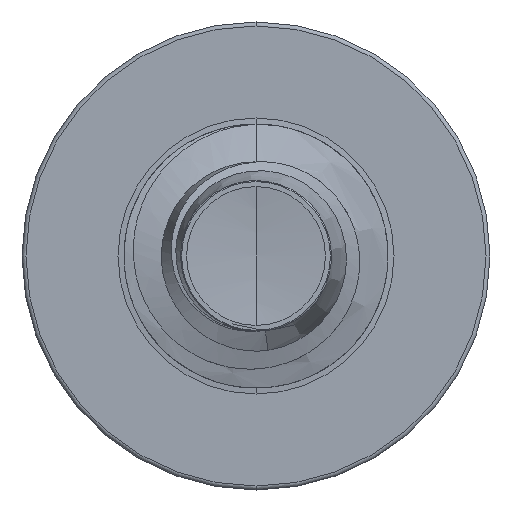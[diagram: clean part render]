
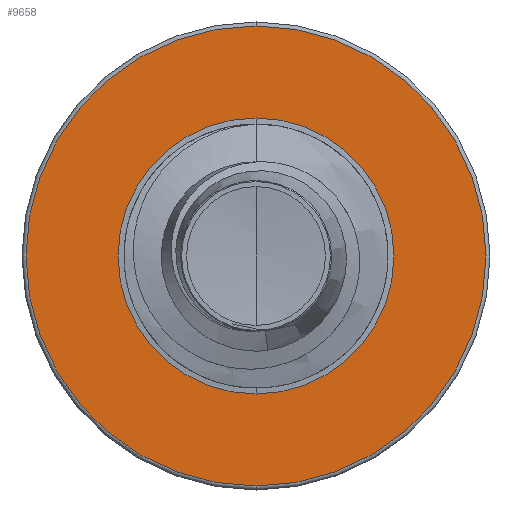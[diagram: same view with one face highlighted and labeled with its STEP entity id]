
A CAD part, front view. The second image highlights one B-rep face of the part: STEP entity #9658.
In plain terms, the highlighted planar face has unit normal (0, -1, 0).
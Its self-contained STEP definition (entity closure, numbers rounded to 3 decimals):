
#91 = AXIS2_PLACEMENT_3D ( 'NONE', #7997, #16428, #9454 ) ;
#1195 = CARTESIAN_POINT ( 'NONE',  ( 0., 8., -1.15 ) ) ;
#1819 = ORIENTED_EDGE ( 'NONE', *, *, #17466, .F. ) ;
#2512 = AXIS2_PLACEMENT_3D ( 'NONE', #4089, #14155, #6138 ) ;
#3555 = VERTEX_POINT ( 'NONE', #4395 ) ;
#4089 = CARTESIAN_POINT ( 'NONE',  ( 0., 8., 0. ) ) ;
#4395 = CARTESIAN_POINT ( 'NONE',  ( 0., 8., -1.917 ) ) ;
#5382 = DIRECTION ( 'NONE',  ( 0., 1., 0. ) ) ;
#6138 = DIRECTION ( 'NONE',  ( 0., 0., 1. ) ) ;
#6318 = CIRCLE ( 'NONE', #91, 1.15 ) ;
#6959 = CARTESIAN_POINT ( 'NONE',  ( 0., 8., -1.15 ) ) ;
#7139 = ORIENTED_EDGE ( 'NONE', *, *, #11410, .F. ) ;
#7223 = FACE_OUTER_BOUND ( 'NONE', #14546, .T. ) ;
#7277 = DIRECTION ( 'NONE',  ( 0., 1., 0. ) ) ;
#7858 = CARTESIAN_POINT ( 'NONE',  ( 0., 8., 1.917 ) ) ;
#7997 = CARTESIAN_POINT ( 'NONE',  ( 0., 8., 0. ) ) ;
#8094 = EDGE_LOOP ( 'NONE', ( #10983, #16854 ) ) ;
#9454 = DIRECTION ( 'NONE',  ( 0., 0., 1. ) ) ;
#9658 = ADVANCED_FACE ( 'NONE', ( #7223, #14104 ), #12729, .F. ) ;
#9796 = CARTESIAN_POINT ( 'NONE',  ( 0., 8., 0. ) ) ;
#10983 = ORIENTED_EDGE ( 'NONE', *, *, #18140, .T. ) ;
#11134 = DIRECTION ( 'NONE',  ( 0., 0., 1. ) ) ;
#11410 = EDGE_CURVE ( 'NONE', #3555, #14163, #12868, .T. ) ;
#12310 = EDGE_CURVE ( 'NONE', #13479, #17142, #14086, .T. ) ;
#12729 = PLANE ( 'NONE',  #17931 ) ;
#12868 = CIRCLE ( 'NONE', #2512, 1.917 ) ;
#13055 = CARTESIAN_POINT ( 'NONE',  ( 0., 8., 1.15 ) ) ;
#13479 = VERTEX_POINT ( 'NONE', #6959 ) ;
#14086 = CIRCLE ( 'NONE', #16581, 1.15 ) ;
#14104 = FACE_BOUND ( 'NONE', #8094, .T. ) ;
#14155 = DIRECTION ( 'NONE',  ( 0., 1., 0. ) ) ;
#14163 = VERTEX_POINT ( 'NONE', #7858 ) ;
#14493 = AXIS2_PLACEMENT_3D ( 'NONE', #9796, #17603, #11134 ) ;
#14546 = EDGE_LOOP ( 'NONE', ( #1819, #7139 ) ) ;
#14867 = DIRECTION ( 'NONE',  ( 0., 0., 1. ) ) ;
#14894 = CARTESIAN_POINT ( 'NONE',  ( 0., 8., 0. ) ) ;
#15983 = DIRECTION ( 'NONE',  ( 0., 0., 1. ) ) ;
#16428 = DIRECTION ( 'NONE',  ( 0., 1., 0. ) ) ;
#16581 = AXIS2_PLACEMENT_3D ( 'NONE', #14894, #7277, #15983 ) ;
#16854 = ORIENTED_EDGE ( 'NONE', *, *, #12310, .T. ) ;
#17142 = VERTEX_POINT ( 'NONE', #13055 ) ;
#17466 = EDGE_CURVE ( 'NONE', #14163, #3555, #17591, .T. ) ;
#17591 = CIRCLE ( 'NONE', #14493, 1.917 ) ;
#17603 = DIRECTION ( 'NONE',  ( 0., 1., 0. ) ) ;
#17931 = AXIS2_PLACEMENT_3D ( 'NONE', #1195, #5382, #14867 ) ;
#18140 = EDGE_CURVE ( 'NONE', #17142, #13479, #6318, .T. ) ;
